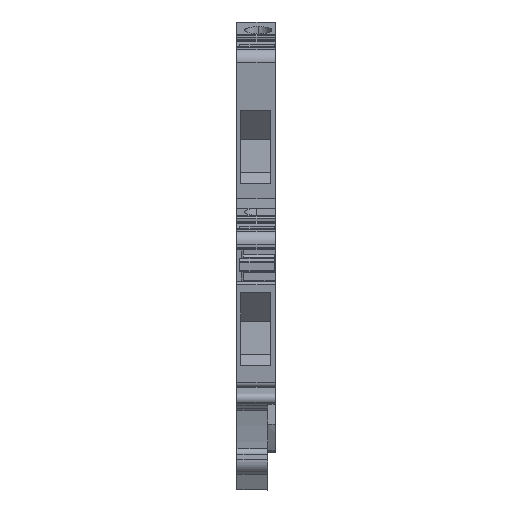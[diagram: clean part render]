
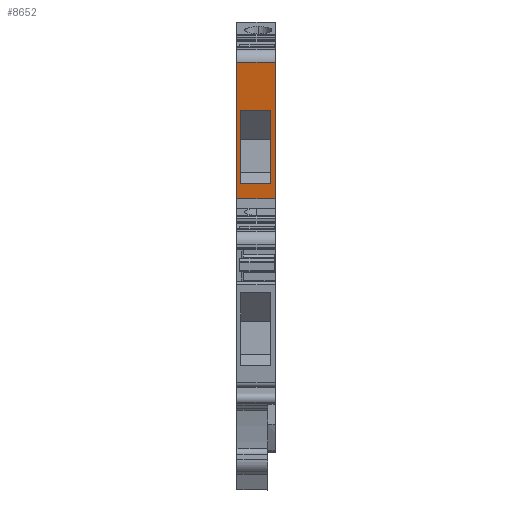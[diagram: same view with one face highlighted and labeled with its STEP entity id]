
A CAD part, front view. The second image highlights one B-rep face of the part: STEP entity #8652.
In plain terms, the highlighted planar face has unit normal (0, -0.985, -0.173).
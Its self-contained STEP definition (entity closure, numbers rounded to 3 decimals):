
#8605=AXIS2_PLACEMENT_3D('Plane Axis2P3D',#8602,#8603,#8604) ;
#1701=CARTESIAN_POINT('Vertex',(5.1,14.023,56.877)) ;
#1704=CARTESIAN_POINT('Line Origine',(5.1,15.618,47.813)) ;
#1708=CARTESIAN_POINT('Vertex',(5.1,17.214,38.75)) ;
#4049=CARTESIAN_POINT('Vertex',(0.,17.214,38.75)) ;
#4052=CARTESIAN_POINT('Line Origine',(0.,15.618,47.813)) ;
#4056=CARTESIAN_POINT('Vertex',(0.,14.023,56.877)) ;
#8590=CARTESIAN_POINT('Line Origine',(2.55,14.023,56.877)) ;
#8602=CARTESIAN_POINT('Axis2P3D Location',(0.,14.023,56.877)) ;
#8607=CARTESIAN_POINT('Line Origine',(2.55,17.214,38.75)) ;
#8618=CARTESIAN_POINT('Line Origine',(2.5,15.156,50.44)) ;
#8622=CARTESIAN_POINT('Vertex',(0.5,15.156,50.44)) ;
#8624=CARTESIAN_POINT('Vertex',(4.5,15.156,50.44)) ;
#8627=CARTESIAN_POINT('Line Origine',(4.5,16.011,45.585)) ;
#8631=CARTESIAN_POINT('Vertex',(4.5,16.866,40.73)) ;
#8634=CARTESIAN_POINT('Line Origine',(2.5,16.866,40.73)) ;
#8638=CARTESIAN_POINT('Vertex',(0.5,16.866,40.73)) ;
#8641=CARTESIAN_POINT('Line Origine',(0.5,16.011,45.585)) ;
#1705=DIRECTION('Vector Direction',(0.,0.173,-0.985)) ;
#4053=DIRECTION('Vector Direction',(0.,0.173,-0.985)) ;
#8591=DIRECTION('Vector Direction',(-1.,0.,0.)) ;
#8603=DIRECTION('Axis2P3D Direction',(0.,0.985,0.173)) ;
#8604=DIRECTION('Axis2P3D XDirection',(0.,0.173,-0.985)) ;
#8608=DIRECTION('Vector Direction',(-1.,0.,0.)) ;
#8619=DIRECTION('Vector Direction',(1.,0.,0.)) ;
#8628=DIRECTION('Vector Direction',(0.,-0.173,0.985)) ;
#8635=DIRECTION('Vector Direction',(1.,0.,0.)) ;
#8642=DIRECTION('Vector Direction',(0.,-0.173,0.985)) ;
#1706=VECTOR('Line Direction',#1705,1.) ;
#4054=VECTOR('Line Direction',#4053,1.) ;
#8592=VECTOR('Line Direction',#8591,1.) ;
#8609=VECTOR('Line Direction',#8608,1.) ;
#8620=VECTOR('Line Direction',#8619,1.) ;
#8629=VECTOR('Line Direction',#8628,1.) ;
#8636=VECTOR('Line Direction',#8635,1.) ;
#8643=VECTOR('Line Direction',#8642,1.) ;
#8613=ORIENTED_EDGE('',*,*,#8611,.F.) ;
#8614=ORIENTED_EDGE('',*,*,#1710,.F.) ;
#8615=ORIENTED_EDGE('',*,*,#8594,.T.) ;
#8616=ORIENTED_EDGE('',*,*,#4058,.T.) ;
#8647=ORIENTED_EDGE('',*,*,#8626,.T.) ;
#8648=ORIENTED_EDGE('',*,*,#8633,.T.) ;
#8649=ORIENTED_EDGE('',*,*,#8640,.F.) ;
#8650=ORIENTED_EDGE('',*,*,#8645,.F.) ;
#8651=FACE_BOUND('',#8646,.T.) ;
#8652=ADVANCED_FACE('V1',(#8617,#8651),#8606,.F.) ;
#1710=EDGE_CURVE('',#1702,#1709,#1707,.T.) ;
#4058=EDGE_CURVE('',#4057,#4050,#4055,.T.) ;
#8594=EDGE_CURVE('',#1702,#4057,#8593,.T.) ;
#8611=EDGE_CURVE('',#1709,#4050,#8610,.T.) ;
#8626=EDGE_CURVE('',#8623,#8625,#8621,.T.) ;
#8633=EDGE_CURVE('',#8625,#8632,#8630,.F.) ;
#8640=EDGE_CURVE('',#8639,#8632,#8637,.T.) ;
#8645=EDGE_CURVE('',#8623,#8639,#8644,.F.) ;
#8612=EDGE_LOOP('',(#8613,#8614,#8615,#8616)) ;
#8646=EDGE_LOOP('',(#8647,#8648,#8649,#8650)) ;
#8617=FACE_OUTER_BOUND('',#8612,.T.) ;
#1707=LINE('Line',#1704,#1706) ;
#4055=LINE('Line',#4052,#4054) ;
#8593=LINE('Line',#8590,#8592) ;
#8610=LINE('Line',#8607,#8609) ;
#8621=LINE('Line',#8618,#8620) ;
#8630=LINE('Line',#8627,#8629) ;
#8637=LINE('Line',#8634,#8636) ;
#8644=LINE('Line',#8641,#8643) ;
#8606=PLANE('',#8605) ;
#1702=VERTEX_POINT('',#1701) ;
#1709=VERTEX_POINT('',#1708) ;
#4050=VERTEX_POINT('',#4049) ;
#4057=VERTEX_POINT('',#4056) ;
#8623=VERTEX_POINT('',#8622) ;
#8625=VERTEX_POINT('',#8624) ;
#8632=VERTEX_POINT('',#8631) ;
#8639=VERTEX_POINT('',#8638) ;
